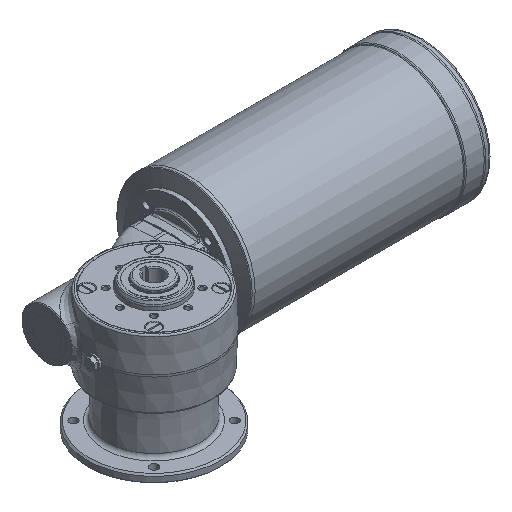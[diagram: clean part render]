
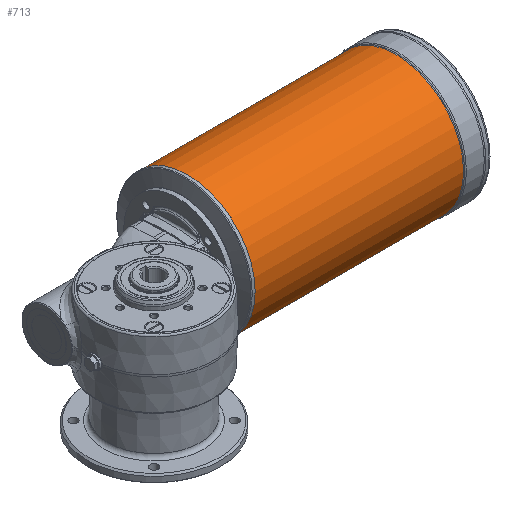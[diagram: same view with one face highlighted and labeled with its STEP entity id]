
A CAD part, isometric view. The second image highlights one B-rep face of the part: STEP entity #713.
In plain terms, the highlighted cylindrical face has radius 89 mm (diameter 178 mm), a full revolution.
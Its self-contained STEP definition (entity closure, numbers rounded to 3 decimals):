
#713 = ADVANCED_FACE( '', ( #2026, #2027 ), #2028, .T. );
#2026 = FACE_OUTER_BOUND( '', #4826, .T. );
#2027 = FACE_OUTER_BOUND( '', #4827, .T. );
#2028 = CYLINDRICAL_SURFACE( '', #4828, 89. );
#4826 = EDGE_LOOP( '', ( #16436 ) );
#4827 = EDGE_LOOP( '', ( #16437 ) );
#4828 = AXIS2_PLACEMENT_3D( '', #16438, #16439, #16440 );
#16436 = ORIENTED_EDGE( '', *, *, #20754, .T. );
#16437 = ORIENTED_EDGE( '', *, *, #20755, .T. );
#16438 = CARTESIAN_POINT( '', ( 267.168, 63., 0. ) );
#16439 = DIRECTION( '', ( -1., 0., 0. ) );
#16440 = DIRECTION( '', ( 0., 1., 0. ) );
#20754 = EDGE_CURVE( '', #22601, #22601, #22602, .F. );
#20755 = EDGE_CURVE( '', #22603, #22603, #22604, .T. );
#22601 = VERTEX_POINT( '', #25947 );
#22602 = CIRCLE( '', #25948, 89. );
#22603 = VERTEX_POINT( '', #25949 );
#22604 = CIRCLE( '', #25950, 89. );
#25947 = CARTESIAN_POINT( '', ( 381.209, 152., 0. ) );
#25948 = AXIS2_PLACEMENT_3D( '', #32422, #32423, #32424 );
#25949 = CARTESIAN_POINT( '', ( 107., 152., 0. ) );
#25950 = AXIS2_PLACEMENT_3D( '', #32425, #32426, #32427 );
#32422 = CARTESIAN_POINT( '', ( 381.209, 63., 0. ) );
#32423 = DIRECTION( '', ( 1., 0., 0. ) );
#32424 = DIRECTION( '', ( 0., 1., 0. ) );
#32425 = CARTESIAN_POINT( '', ( 107., 63., 0. ) );
#32426 = DIRECTION( '', ( 1., 0., 0. ) );
#32427 = DIRECTION( '', ( 0., 1., 0. ) );
